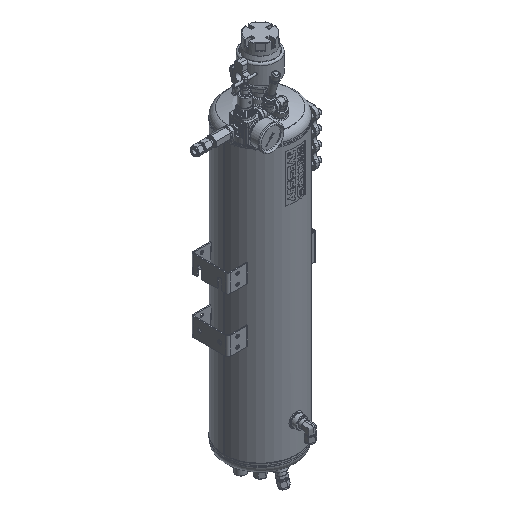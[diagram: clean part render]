
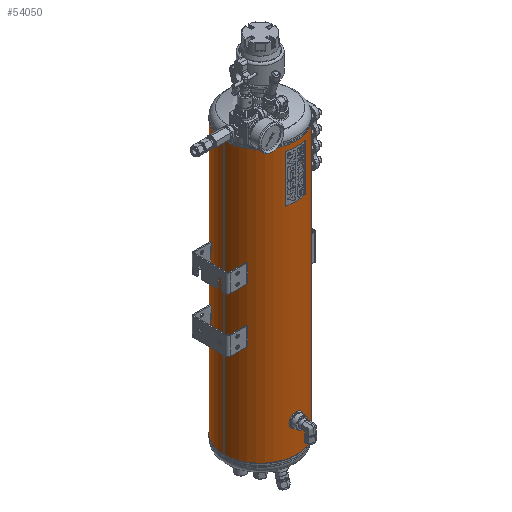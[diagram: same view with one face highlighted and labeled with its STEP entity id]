
A CAD part, isometric view. The second image highlights one B-rep face of the part: STEP entity #54050.
In plain terms, the highlighted cylindrical face has radius 100 mm (diameter 200 mm), a partial arc.
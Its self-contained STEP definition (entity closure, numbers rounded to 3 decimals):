
#3303=B_SPLINE_CURVE_WITH_KNOTS('',3,(#85832,#85833,#85834,#85835,#85836,
#85837,#85838,#85839,#85840,#85841,#85842),.UNSPECIFIED.,.T.,.F.,(1,1,1,
1,1,1,1,1,1,1,1,1,1,1,1),(-0.012,-0.008,-0.004,
0.,0.004,0.008,0.012,0.016,
0.02,0.023,0.027,0.031,
0.035,0.039,0.043),.UNSPECIFIED.);
#3304=B_SPLINE_CURVE_WITH_KNOTS('',3,(#85844,#85845,#85846,#85847,#85848,
#85849,#85850,#85851,#85852,#85853,#85854),.UNSPECIFIED.,.T.,.F.,(1,1,1,
1,1,1,1,1,1,1,1,1,1,1,1),(-0.012,-0.008,-0.004,
0.,0.004,0.008,0.012,0.016,
0.02,0.023,0.027,0.031,
0.035,0.039,0.043),.UNSPECIFIED.);
#3305=B_SPLINE_CURVE_WITH_KNOTS('',3,(#85856,#85857,#85858,#85859,#85860,
#85861,#85862,#85863,#85864,#85865,#85866,#85867,#85868,#85869,#85870,#85871,
#85872,#85873,#85874),.UNSPECIFIED.,.T.,.F.,(1,1,1,1,1,1,1,1,1,1,1,1,1,
1,1,1,1,1,1,1,1,1,1),(-0.018,-0.012,-0.006,
0.,0.006,0.012,0.018,
0.023,0.029,0.035,0.041,
0.047,0.053,0.059,0.065,
0.07,0.076,0.082,0.088,
0.094,0.1,0.106,0.112),
 .UNSPECIFIED.);
#5610=LINE('',#85876,#9052);
#5611=LINE('',#85881,#9053);
#9052=VECTOR('',#71129,1000.);
#9053=VECTOR('',#71132,1000.);
#12499=ORIENTED_EDGE('',*,*,#28789,.T.);
#12500=ORIENTED_EDGE('',*,*,#28790,.T.);
#12501=ORIENTED_EDGE('',*,*,#28791,.T.);
#12502=ORIENTED_EDGE('',*,*,#28792,.T.);
#12503=ORIENTED_EDGE('',*,*,#28793,.T.);
#12504=ORIENTED_EDGE('',*,*,#28794,.F.);
#12505=ORIENTED_EDGE('',*,*,#28795,.F.);
#28789=EDGE_CURVE('',#36934,#36934,#3303,.T.);
#28790=EDGE_CURVE('',#36935,#36935,#3304,.T.);
#28791=EDGE_CURVE('',#36936,#36936,#3305,.T.);
#28792=EDGE_CURVE('',#36937,#36938,#5610,.T.);
#28793=EDGE_CURVE('',#36938,#36939,#42577,.T.);
#28794=EDGE_CURVE('',#36940,#36939,#5611,.T.);
#28795=EDGE_CURVE('',#36937,#36940,#42578,.T.);
#36934=VERTEX_POINT('',#85843);
#36935=VERTEX_POINT('',#85855);
#36936=VERTEX_POINT('',#85875);
#36937=VERTEX_POINT('',#85877);
#36938=VERTEX_POINT('',#85878);
#36939=VERTEX_POINT('',#85880);
#36940=VERTEX_POINT('',#85882);
#42577=CIRCLE('',#65513,100.);
#42578=CIRCLE('',#65514,100.);
#44596=EDGE_LOOP('',(#12499));
#44597=EDGE_LOOP('',(#12500));
#44598=EDGE_LOOP('',(#12501));
#44599=EDGE_LOOP('',(#12502,#12503,#12504,#12505));
#48880=FACE_BOUND('',#44596,.T.);
#48881=FACE_BOUND('',#44597,.T.);
#48882=FACE_BOUND('',#44598,.T.);
#48883=FACE_BOUND('',#44599,.T.);
#53162=CYLINDRICAL_SURFACE('',#65512,100.);
#54050=ADVANCED_FACE('',(#48880,#48881,#48882,#48883),#53162,.T.);
#65512=AXIS2_PLACEMENT_3D('',#85831,#71127,#71128);
#65513=AXIS2_PLACEMENT_3D('',#85879,#71130,#71131);
#65514=AXIS2_PLACEMENT_3D('',#85883,#71133,#71134);
#71127=DIRECTION('',(0.,-1.,0.));
#71128=DIRECTION('',(0.,0.,-1.));
#71129=DIRECTION('',(0.,-1.,0.));
#71130=DIRECTION('',(0.,1.,0.));
#71131=DIRECTION('',(1.,0.,0.));
#71132=DIRECTION('',(0.,-1.,0.));
#71133=DIRECTION('',(0.,1.,0.));
#71134=DIRECTION('',(1.,0.,0.));
#85831=CARTESIAN_POINT('',(0.,750.,0.));
#85832=CARTESIAN_POINT('',(-3.915,48.922,-99.938));
#85833=CARTESIAN_POINT('',(-5.542,44.999,-99.844));
#85834=CARTESIAN_POINT('',(-3.916,41.082,-99.938));
#85835=CARTESIAN_POINT('',(-0.004,39.46,-100.031));
#85836=CARTESIAN_POINT('',(3.917,41.079,-99.938));
#85837=CARTESIAN_POINT('',(5.54,44.999,-99.844));
#85838=CARTESIAN_POINT('',(3.922,48.913,-99.937));
#85839=CARTESIAN_POINT('',(0.006,50.541,-100.031));
#85840=CARTESIAN_POINT('',(-3.915,48.922,-99.938));
#85841=CARTESIAN_POINT('',(-5.542,44.999,-99.844));
#85842=CARTESIAN_POINT('',(-3.916,41.082,-99.938));
#85843=CARTESIAN_POINT('',(-5.,45.,-99.875));
#85844=CARTESIAN_POINT('',(-3.915,158.922,-99.938));
#85845=CARTESIAN_POINT('',(-5.542,154.999,-99.844));
#85846=CARTESIAN_POINT('',(-3.916,151.082,-99.938));
#85847=CARTESIAN_POINT('',(-0.004,149.46,-100.031));
#85848=CARTESIAN_POINT('',(3.917,151.079,-99.938));
#85849=CARTESIAN_POINT('',(5.54,154.999,-99.844));
#85850=CARTESIAN_POINT('',(3.922,158.913,-99.937));
#85851=CARTESIAN_POINT('',(0.006,160.541,-100.031));
#85852=CARTESIAN_POINT('',(-3.915,158.922,-99.938));
#85853=CARTESIAN_POINT('',(-5.542,154.999,-99.844));
#85854=CARTESIAN_POINT('',(-3.916,151.082,-99.938));
#85855=CARTESIAN_POINT('',(-5.,155.,-99.875));
#85856=CARTESIAN_POINT('',(-98.994,672.42,14.208));
#85857=CARTESIAN_POINT('',(-98.806,666.495,15.395));
#85858=CARTESIAN_POINT('',(-98.993,660.6,14.214));
#85859=CARTESIAN_POINT('',(-99.436,655.617,10.88));
#85860=CARTESIAN_POINT('',(-99.878,652.286,5.9));
#85861=CARTESIAN_POINT('',(-100.061,651.109,0.009));
#85862=CARTESIAN_POINT('',(-99.879,652.279,-5.887));
#85863=CARTESIAN_POINT('',(-99.437,655.615,-10.879));
#85864=CARTESIAN_POINT('',(-98.992,660.601,-14.215));
#85865=CARTESIAN_POINT('',(-98.807,666.494,-15.391));
#85866=CARTESIAN_POINT('',(-98.992,672.387,-14.219));
#85867=CARTESIAN_POINT('',(-99.435,677.371,-10.892));
#85868=CARTESIAN_POINT('',(-99.877,680.709,-5.914));
#85869=CARTESIAN_POINT('',(-100.061,681.893,-0.013));
#85870=CARTESIAN_POINT('',(-99.878,680.72,5.889));
#85871=CARTESIAN_POINT('',(-99.437,677.387,10.874));
#85872=CARTESIAN_POINT('',(-98.994,672.42,14.208));
#85873=CARTESIAN_POINT('',(-98.806,666.495,15.395));
#85874=CARTESIAN_POINT('',(-98.993,660.6,14.214));
#85875=CARTESIAN_POINT('',(-98.869,666.5,15.));
#85876=CARTESIAN_POINT('',(0.254,801.561,100.));
#85877=CARTESIAN_POINT('',(0.254,750.,100.));
#85878=CARTESIAN_POINT('',(0.254,0.,100.));
#85879=CARTESIAN_POINT('',(0.,0.,0.));
#85880=CARTESIAN_POINT('',(-0.254,0.,100.));
#85881=CARTESIAN_POINT('',(-0.254,801.561,100.));
#85882=CARTESIAN_POINT('',(-0.254,750.,100.));
#85883=CARTESIAN_POINT('',(0.,750.,0.));
